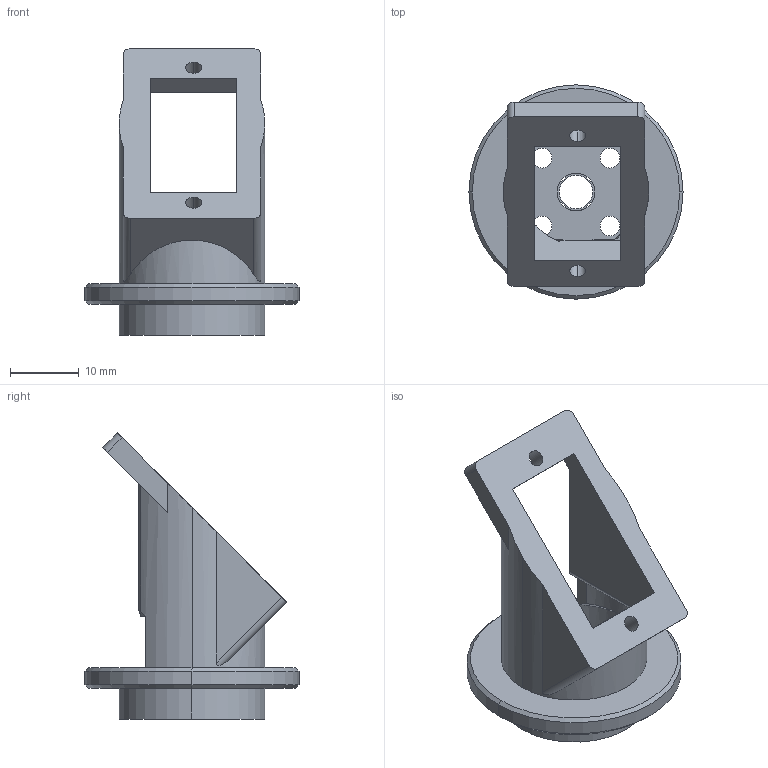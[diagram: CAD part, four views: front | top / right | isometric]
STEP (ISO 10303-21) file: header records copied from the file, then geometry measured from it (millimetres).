
FILE_DESCRIPTION (( 'STEP AP203' ), '1' );
FILE_NAME ('Rudder support.STEP', '2024-05-09T00:38:05', ( '' ), ( '' ), 'SwSTEP 2.0', 'SolidWorks 2024', '' );
FILE_SCHEMA (( 'CONFIG_CONTROL_DESIGN' ));
Length unit declared in the file: millimetre
Products named in the file (1): Rudder support
Bounding box: 31.2 x 31.2 x 41.72 mm (x, y, z)
Volume: 5388.8 mm3; surface area: 5244.3 mm2
Topology: 1 solids, 1 shells, 110 faces, 311 edges, 200 vertices
Faces by surface type: plane 51, cylinder 44, bspline 8, cone 7
Entity records: 4119 total; most frequent: CARTESIAN_POINT 1210, ORIENTED_EDGE 622, DIRECTION 568, EDGE_CURVE 311, AXIS2_PLACEMENT_3D 207, VERTEX_POINT 200, LINE 154, VECTOR 154
